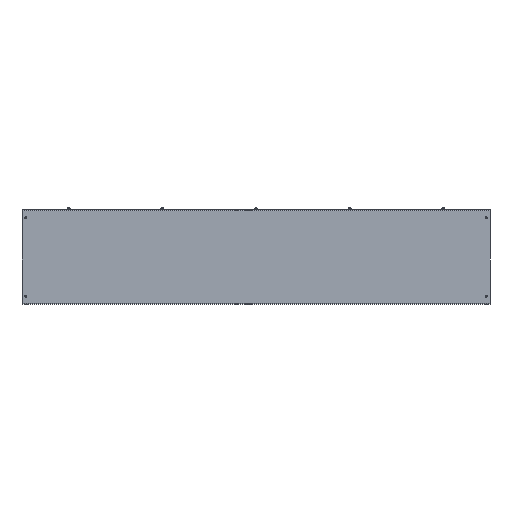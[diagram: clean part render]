
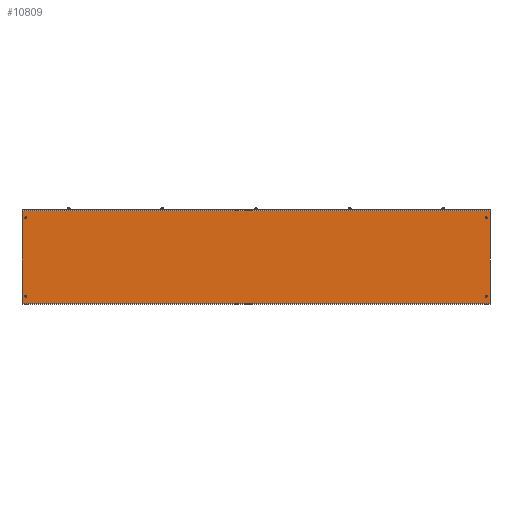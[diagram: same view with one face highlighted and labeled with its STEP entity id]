
A CAD part, left-side view. The second image highlights one B-rep face of the part: STEP entity #10809.
In plain terms, the highlighted planar face has unit normal (-1, 0, 0).
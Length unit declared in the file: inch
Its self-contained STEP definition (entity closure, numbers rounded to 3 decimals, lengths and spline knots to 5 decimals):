
#1 = DIRECTION ( 'NONE',  ( 0., 0., 1. ) ) ;
#4 = CARTESIAN_POINT ( 'NONE',  ( -6.072, -29.5, 1. ) ) ;
#50 = FACE_BOUND ( 'NONE', #428, .T. ) ;
#322 = EDGE_CURVE ( 'NONE', #8014, #3247, #5962, .T. ) ;
#408 = CARTESIAN_POINT ( 'NONE',  ( -6.072, 29.5, 1. ) ) ;
#428 = EDGE_LOOP ( 'NONE', ( #7457, #8282 ) ) ;
#467 = DIRECTION ( 'NONE',  ( 0., 0., 1. ) ) ;
#513 = CARTESIAN_POINT ( 'NONE',  ( -6.072, 30., 0.072 ) ) ;
#545 = CARTESIAN_POINT ( 'NONE',  ( -6.072, 29.5, 1. ) ) ;
#749 = ORIENTED_EDGE ( 'NONE', *, *, #1554, .T. ) ;
#1128 = ORIENTED_EDGE ( 'NONE', *, *, #1800, .T. ) ;
#1134 = CARTESIAN_POINT ( 'NONE',  ( -6.072, 30., 0.108 ) ) ;
#1340 = CIRCLE ( 'NONE', #11547, 0.133 ) ;
#1352 = AXIS2_PLACEMENT_3D ( 'NONE', #2924, #7182, #3924 ) ;
#1432 = ORIENTED_EDGE ( 'NONE', *, *, #2385, .T. ) ;
#1554 = EDGE_CURVE ( 'NONE', #8014, #7333, #9652, .T. ) ;
#1664 = CARTESIAN_POINT ( 'NONE',  ( -6.072, -29.5, 1.133 ) ) ;
#1800 = EDGE_CURVE ( 'NONE', #2884, #6854, #8498, .T. ) ;
#1875 = DIRECTION ( 'NONE',  ( 0., 0., 1. ) ) ;
#2009 = AXIS2_PLACEMENT_3D ( 'NONE', #545, #4629, #4693 ) ;
#2018 = EDGE_CURVE ( 'NONE', #10534, #3247, #10018, .T. ) ;
#2315 = DIRECTION ( 'NONE',  ( 0., 0., 1. ) ) ;
#2385 = EDGE_CURVE ( 'NONE', #6495, #3453, #3330, .T. ) ;
#2411 = DIRECTION ( 'NONE',  ( 1., 0., 0. ) ) ;
#2455 = DIRECTION ( 'NONE',  ( 0., 0., -1. ) ) ;
#2587 = DIRECTION ( 'NONE',  ( 0., -1., 0. ) ) ;
#2884 = VERTEX_POINT ( 'NONE', #7833 ) ;
#2924 = CARTESIAN_POINT ( 'NONE',  ( -6.072, 30., 0.0625 ) ) ;
#3065 = AXIS2_PLACEMENT_3D ( 'NONE', #9321, #8439, #2315 ) ;
#3069 = DIRECTION ( 'NONE',  ( 1., 0., 0. ) ) ;
#3129 = FACE_BOUND ( 'NONE', #11483, .T. ) ;
#3191 = FACE_BOUND ( 'NONE', #9125, .T. ) ;
#3219 = ORIENTED_EDGE ( 'NONE', *, *, #13023, .T. ) ;
#3247 = VERTEX_POINT ( 'NONE', #9426 ) ;
#3330 = CIRCLE ( 'NONE', #5042, 0.133 ) ;
#3350 = ORIENTED_EDGE ( 'NONE', *, *, #10918, .T. ) ;
#3383 = ORIENTED_EDGE ( 'NONE', *, *, #4436, .T. ) ;
#3453 = VERTEX_POINT ( 'NONE', #9741 ) ;
#3589 = LINE ( 'NONE', #10714, #6407 ) ;
#3737 = CIRCLE ( 'NONE', #6911, 0.133 ) ;
#3742 = DIRECTION ( 'NONE',  ( 1., 0., 0. ) ) ;
#3820 = VECTOR ( 'NONE', #2455, 39.37008 ) ;
#3924 = DIRECTION ( 'NONE',  ( 0., 0., 1. ) ) ;
#3955 = CARTESIAN_POINT ( 'NONE',  ( -6.072, 30., 11.964 ) ) ;
#4436 = EDGE_CURVE ( 'NONE', #12583, #6692, #7448, .T. ) ;
#4446 = CARTESIAN_POINT ( 'NONE',  ( -6.072, -29.5, 0.867 ) ) ;
#4567 = CIRCLE ( 'NONE', #2009, 0.133 ) ;
#4629 = DIRECTION ( 'NONE',  ( 1., 0., 0. ) ) ;
#4652 = CARTESIAN_POINT ( 'NONE',  ( -6.072, -30., 0.072 ) ) ;
#4693 = DIRECTION ( 'NONE',  ( 0., 0., 1. ) ) ;
#4730 = EDGE_CURVE ( 'NONE', #7333, #10534, #3589, .T. ) ;
#5042 = AXIS2_PLACEMENT_3D ( 'NONE', #5277, #3069, #1 ) ;
#5089 = ORIENTED_EDGE ( 'NONE', *, *, #6165, .T. ) ;
#5277 = CARTESIAN_POINT ( 'NONE',  ( -6.072, 29.5, 11.072 ) ) ;
#5384 = AXIS2_PLACEMENT_3D ( 'NONE', #4, #10005, #1875 ) ;
#5962 = LINE ( 'NONE', #12299, #10167 ) ;
#6039 = CIRCLE ( 'NONE', #3065, 0.133 ) ;
#6119 = CARTESIAN_POINT ( 'NONE',  ( -6.072, -29.5, 11.072 ) ) ;
#6165 = EDGE_CURVE ( 'NONE', #6854, #2884, #3737, .T. ) ;
#6407 = VECTOR ( 'NONE', #2587, 39.37008 ) ;
#6495 = VERTEX_POINT ( 'NONE', #7517 ) ;
#6692 = VERTEX_POINT ( 'NONE', #1664 ) ;
#6854 = VERTEX_POINT ( 'NONE', #10189 ) ;
#6911 = AXIS2_PLACEMENT_3D ( 'NONE', #12685, #9547, #9410 ) ;
#7104 = CIRCLE ( 'NONE', #5384, 0.133 ) ;
#7175 = DIRECTION ( 'NONE',  ( 0., 0., 1. ) ) ;
#7182 = DIRECTION ( 'NONE',  ( -1., 0., 0. ) ) ;
#7212 = ORIENTED_EDGE ( 'NONE', *, *, #4730, .T. ) ;
#7333 = VERTEX_POINT ( 'NONE', #1134 ) ;
#7448 = CIRCLE ( 'NONE', #11720, 0.133 ) ;
#7457 = ORIENTED_EDGE ( 'NONE', *, *, #11801, .T. ) ;
#7517 = CARTESIAN_POINT ( 'NONE',  ( -6.072, 29.5, 11.205 ) ) ;
#7643 = AXIS2_PLACEMENT_3D ( 'NONE', #6119, #10180, #7175 ) ;
#7833 = CARTESIAN_POINT ( 'NONE',  ( -6.072, -29.5, 11.205 ) ) ;
#8014 = VERTEX_POINT ( 'NONE', #3955 ) ;
#8082 = DIRECTION ( 'NONE',  ( 0., -1., 0. ) ) ;
#8282 = ORIENTED_EDGE ( 'NONE', *, *, #10391, .T. ) ;
#8439 = DIRECTION ( 'NONE',  ( 1., 0., 0. ) ) ;
#8498 = CIRCLE ( 'NONE', #7643, 0.133 ) ;
#8823 = CARTESIAN_POINT ( 'NONE',  ( -6.072, 29.5, 0.867 ) ) ;
#8929 = DIRECTION ( 'NONE',  ( 0., 0., 1. ) ) ;
#9125 = EDGE_LOOP ( 'NONE', ( #1128, #5089 ) ) ;
#9247 = FACE_BOUND ( 'NONE', #12138, .T. ) ;
#9308 = CARTESIAN_POINT ( 'NONE',  ( -6.072, 29.5, 1.133 ) ) ;
#9321 = CARTESIAN_POINT ( 'NONE',  ( -6.072, 29.5, 11.072 ) ) ;
#9410 = DIRECTION ( 'NONE',  ( 0., 0., 1. ) ) ;
#9413 = ORIENTED_EDGE ( 'NONE', *, *, #322, .F. ) ;
#9426 = CARTESIAN_POINT ( 'NONE',  ( -6.072, -30., 11.964 ) ) ;
#9547 = DIRECTION ( 'NONE',  ( 1., 0., 0. ) ) ;
#9652 = LINE ( 'NONE', #513, #3820 ) ;
#9741 = CARTESIAN_POINT ( 'NONE',  ( -6.072, 29.5, 10.939 ) ) ;
#10005 = DIRECTION ( 'NONE',  ( 1., 0., 0. ) ) ;
#10018 = LINE ( 'NONE', #4652, #10856 ) ;
#10118 = VERTEX_POINT ( 'NONE', #8823 ) ;
#10167 = VECTOR ( 'NONE', #8082, 39.37008 ) ;
#10180 = DIRECTION ( 'NONE',  ( 1., 0., 0. ) ) ;
#10189 = CARTESIAN_POINT ( 'NONE',  ( -6.072, -29.5, 10.939 ) ) ;
#10321 = ORIENTED_EDGE ( 'NONE', *, *, #2018, .T. ) ;
#10391 = EDGE_CURVE ( 'NONE', #10118, #12570, #1340, .T. ) ;
#10534 = VERTEX_POINT ( 'NONE', #12206 ) ;
#10714 = CARTESIAN_POINT ( 'NONE',  ( -6.072, 30., 0.108 ) ) ;
#10809 = ADVANCED_FACE ( 'NONE', ( #11311, #3191, #9247, #3129, #50 ), #12325, .T. ) ;
#10856 = VECTOR ( 'NONE', #13168, 39.37008 ) ;
#10918 = EDGE_CURVE ( 'NONE', #3453, #6495, #6039, .T. ) ;
#11311 = FACE_OUTER_BOUND ( 'NONE', #11606, .T. ) ;
#11483 = EDGE_LOOP ( 'NONE', ( #1432, #3350 ) ) ;
#11547 = AXIS2_PLACEMENT_3D ( 'NONE', #408, #2411, #467 ) ;
#11606 = EDGE_LOOP ( 'NONE', ( #749, #7212, #10321, #9413 ) ) ;
#11720 = AXIS2_PLACEMENT_3D ( 'NONE', #11998, #3742, #8929 ) ;
#11801 = EDGE_CURVE ( 'NONE', #12570, #10118, #4567, .T. ) ;
#11998 = CARTESIAN_POINT ( 'NONE',  ( -6.072, -29.5, 1. ) ) ;
#12138 = EDGE_LOOP ( 'NONE', ( #3219, #3383 ) ) ;
#12206 = CARTESIAN_POINT ( 'NONE',  ( -6.072, -30., 0.108 ) ) ;
#12299 = CARTESIAN_POINT ( 'NONE',  ( -6.072, -30., 11.964 ) ) ;
#12325 = PLANE ( 'NONE',  #1352 ) ;
#12570 = VERTEX_POINT ( 'NONE', #9308 ) ;
#12583 = VERTEX_POINT ( 'NONE', #4446 ) ;
#12685 = CARTESIAN_POINT ( 'NONE',  ( -6.072, -29.5, 11.072 ) ) ;
#13023 = EDGE_CURVE ( 'NONE', #6692, #12583, #7104, .T. ) ;
#13168 = DIRECTION ( 'NONE',  ( 0., 0., 1. ) ) ;
